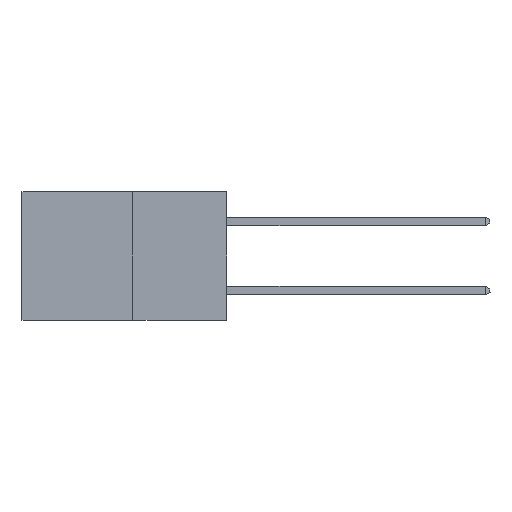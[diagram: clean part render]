
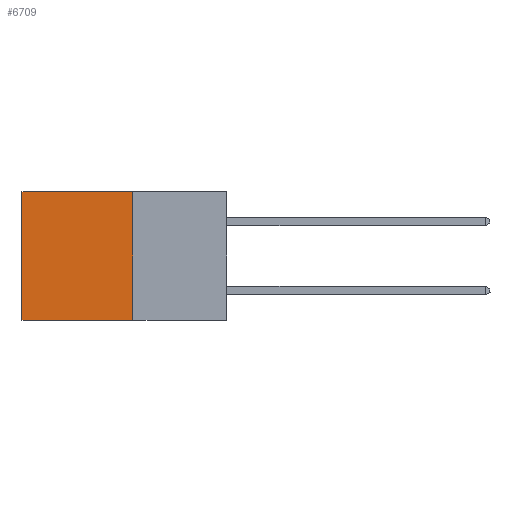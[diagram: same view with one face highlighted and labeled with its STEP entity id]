
A CAD part, left-side view. The second image highlights one B-rep face of the part: STEP entity #6709.
In plain terms, the highlighted planar face has unit normal (-1, 0, 0).
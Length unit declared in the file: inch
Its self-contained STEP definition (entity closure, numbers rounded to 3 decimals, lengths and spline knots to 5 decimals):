
#46 = VECTOR ( 'NONE', #3500, 39.37008 ) ;
#304 = AXIS2_PLACEMENT_3D ( 'NONE', #4959, #10498, #5755 ) ;
#342 = LINE ( 'NONE', #843, #46 ) ;
#397 = ORIENTED_EDGE ( 'NONE', *, *, #4218, .T. ) ;
#622 = VERTEX_POINT ( 'NONE', #10315 ) ;
#843 = CARTESIAN_POINT ( 'NONE',  ( 0.277, 0.27, -0.37 ) ) ;
#1513 = LINE ( 'NONE', #9264, #9958 ) ;
#1608 = ORIENTED_EDGE ( 'NONE', *, *, #3916, .F. ) ;
#1999 = ORIENTED_EDGE ( 'NONE', *, *, #5337, .F. ) ;
#2669 = VECTOR ( 'NONE', #4073, 39.37008 ) ;
#3182 = CARTESIAN_POINT ( 'NONE',  ( 0.277, 0.27, -0.37 ) ) ;
#3500 = DIRECTION ( 'NONE',  ( 0., 1., 0. ) ) ;
#3850 = CARTESIAN_POINT ( 'NONE',  ( 0.277, 0.27, 0. ) ) ;
#3916 = EDGE_CURVE ( 'NONE', #7695, #622, #342, .T. ) ;
#4073 = DIRECTION ( 'NONE',  ( 0., 0., -1. ) ) ;
#4155 = ORIENTED_EDGE ( 'NONE', *, *, #7346, .T. ) ;
#4218 = EDGE_CURVE ( 'NONE', #10765, #622, #1513, .T. ) ;
#4927 = PLANE ( 'NONE',  #304 ) ;
#4959 = CARTESIAN_POINT ( 'NONE',  ( 0.277, 0.27, -0.37 ) ) ;
#5335 = LINE ( 'NONE', #6154, #9488 ) ;
#5337 = EDGE_CURVE ( 'NONE', #10713, #7695, #9383, .T. ) ;
#5755 = DIRECTION ( 'NONE',  ( 0., 0., -1. ) ) ;
#6154 = CARTESIAN_POINT ( 'NONE',  ( 0.277, 0.27, 0. ) ) ;
#6687 = FACE_OUTER_BOUND ( 'NONE', #10121, .T. ) ;
#6709 = ADVANCED_FACE ( 'NONE', ( #6687 ), #4927, .F. ) ;
#7063 = DIRECTION ( 'NONE',  ( 0., 1., 0. ) ) ;
#7346 = EDGE_CURVE ( 'NONE', #10713, #10765, #5335, .T. ) ;
#7687 = CARTESIAN_POINT ( 'NONE',  ( 0.277, 0.27, -0.37 ) ) ;
#7695 = VERTEX_POINT ( 'NONE', #7687 ) ;
#9264 = CARTESIAN_POINT ( 'NONE',  ( 0.277, 0.59, -0.37 ) ) ;
#9297 = DIRECTION ( 'NONE',  ( 0., 0., -1. ) ) ;
#9383 = LINE ( 'NONE', #3182, #2669 ) ;
#9488 = VECTOR ( 'NONE', #7063, 39.37008 ) ;
#9633 = CARTESIAN_POINT ( 'NONE',  ( 0.277, 0.59, 0. ) ) ;
#9958 = VECTOR ( 'NONE', #9297, 39.37008 ) ;
#10121 = EDGE_LOOP ( 'NONE', ( #397, #1608, #1999, #4155 ) ) ;
#10315 = CARTESIAN_POINT ( 'NONE',  ( 0.277, 0.59, -0.37 ) ) ;
#10498 = DIRECTION ( 'NONE',  ( 1., 0., 0. ) ) ;
#10713 = VERTEX_POINT ( 'NONE', #3850 ) ;
#10765 = VERTEX_POINT ( 'NONE', #9633 ) ;
